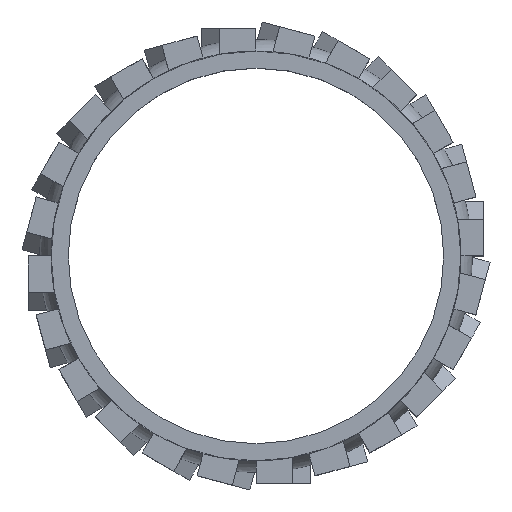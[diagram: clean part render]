
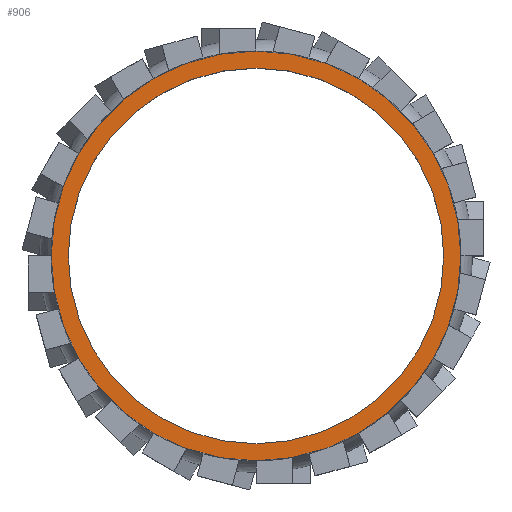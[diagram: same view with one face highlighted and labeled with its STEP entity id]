
A CAD part, top view. The second image highlights one B-rep face of the part: STEP entity #906.
In plain terms, the highlighted planar face has unit normal (0, 0, 1).
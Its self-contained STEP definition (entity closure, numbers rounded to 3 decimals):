
#96 = CARTESIAN_POINT ( 'NONE',  ( -33., 0., 7.5 ) ) ;
#100 = ORIENTED_EDGE ( 'NONE', *, *, #11620, .T. ) ;
#428 = FACE_OUTER_BOUND ( 'NONE', #4126, .T. ) ;
#810 = VERTEX_POINT ( 'NONE', #13528 ) ;
#906 = ADVANCED_FACE ( 'NONE', ( #4755, #428 ), #3657, .F. ) ;
#1493 = EDGE_CURVE ( 'NONE', #9096, #810, #11160, .T. ) ;
#1626 = DIRECTION ( 'NONE',  ( 1., 0., 0. ) ) ;
#1750 = EDGE_CURVE ( 'NONE', #10648, #1828, #13584, .T. ) ;
#1828 = VERTEX_POINT ( 'NONE', #96 ) ;
#2100 = ORIENTED_EDGE ( 'NONE', *, *, #12639, .F. ) ;
#2462 = CARTESIAN_POINT ( 'NONE',  ( 33., 0., 7.5 ) ) ;
#2486 = DIRECTION ( 'NONE',  ( 0., 0., 1. ) ) ;
#2499 = CARTESIAN_POINT ( 'NONE',  ( 0., 0., 7.5 ) ) ;
#3657 = PLANE ( 'NONE',  #10456 ) ;
#3850 = CARTESIAN_POINT ( 'NONE',  ( 0., 0., 7.5 ) ) ;
#4126 = EDGE_LOOP ( 'NONE', ( #100, #9123 ) ) ;
#4307 = ORIENTED_EDGE ( 'NONE', *, *, #1750, .F. ) ;
#4626 = DIRECTION ( 'NONE',  ( 0., 0., -1. ) ) ;
#4665 = AXIS2_PLACEMENT_3D ( 'NONE', #11876, #2486, #7758 ) ;
#4755 = FACE_BOUND ( 'NONE', #5065, .T. ) ;
#4901 = CIRCLE ( 'NONE', #4665, 33. ) ;
#5065 = EDGE_LOOP ( 'NONE', ( #4307, #2100 ) ) ;
#5929 = AXIS2_PLACEMENT_3D ( 'NONE', #12592, #7311, #9562 ) ;
#6563 = AXIS2_PLACEMENT_3D ( 'NONE', #6700, #7725, #1626 ) ;
#6700 = CARTESIAN_POINT ( 'NONE',  ( 0., 0., 7.5 ) ) ;
#6883 = DIRECTION ( 'NONE',  ( -1., 0., 0. ) ) ;
#6922 = DIRECTION ( 'NONE',  ( 1., 0., 0. ) ) ;
#7311 = DIRECTION ( 'NONE',  ( 0., 0., 1. ) ) ;
#7725 = DIRECTION ( 'NONE',  ( 0., 0., 1. ) ) ;
#7758 = DIRECTION ( 'NONE',  ( 1., 0., 0. ) ) ;
#7915 = CIRCLE ( 'NONE', #8371, 36. ) ;
#8037 = CARTESIAN_POINT ( 'NONE',  ( -36., 0., 7.5 ) ) ;
#8371 = AXIS2_PLACEMENT_3D ( 'NONE', #3850, #12145, #6922 ) ;
#9096 = VERTEX_POINT ( 'NONE', #8037 ) ;
#9123 = ORIENTED_EDGE ( 'NONE', *, *, #1493, .T. ) ;
#9562 = DIRECTION ( 'NONE',  ( 1., 0., 0. ) ) ;
#10456 = AXIS2_PLACEMENT_3D ( 'NONE', #2499, #4626, #6883 ) ;
#10648 = VERTEX_POINT ( 'NONE', #2462 ) ;
#11160 = CIRCLE ( 'NONE', #6563, 36. ) ;
#11620 = EDGE_CURVE ( 'NONE', #810, #9096, #7915, .T. ) ;
#11876 = CARTESIAN_POINT ( 'NONE',  ( 0., 0., 7.5 ) ) ;
#12145 = DIRECTION ( 'NONE',  ( 0., 0., 1. ) ) ;
#12592 = CARTESIAN_POINT ( 'NONE',  ( 0., 0., 7.5 ) ) ;
#12639 = EDGE_CURVE ( 'NONE', #1828, #10648, #4901, .T. ) ;
#13528 = CARTESIAN_POINT ( 'NONE',  ( 36., 0., 7.5 ) ) ;
#13584 = CIRCLE ( 'NONE', #5929, 33. ) ;
